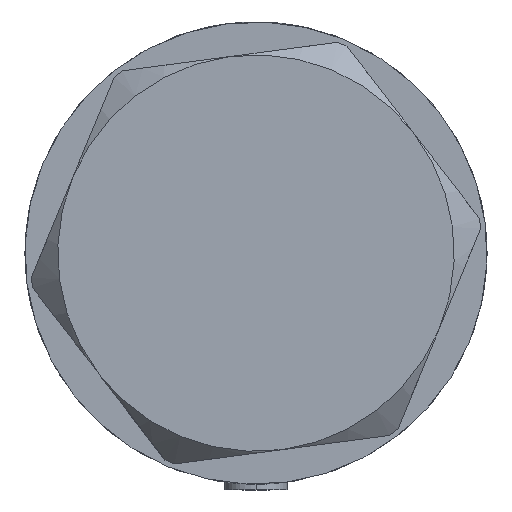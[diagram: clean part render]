
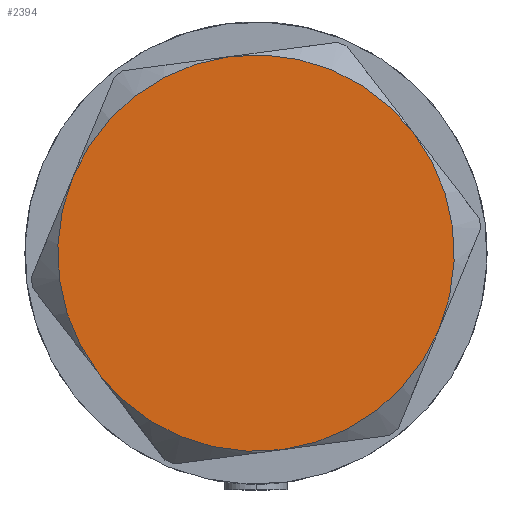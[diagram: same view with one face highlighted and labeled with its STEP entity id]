
A CAD part, left-side view. The second image highlights one B-rep face of the part: STEP entity #2394.
In plain terms, the highlighted face is planar.
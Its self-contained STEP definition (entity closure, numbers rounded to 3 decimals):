
#58 = DIRECTION ( 'NONE',  ( 1., 0., 0. ) ) ;
#160 = EDGE_CURVE ( 'NONE', #4085, #2689, #3892, .T. ) ;
#177 = CARTESIAN_POINT ( 'NONE',  ( 37.75, 0., 13. ) ) ;
#229 = PLANE ( 'NONE',  #4432 ) ;
#249 = DIRECTION ( 'NONE',  ( 0., 0., 1. ) ) ;
#429 = DIRECTION ( 'NONE',  ( 1., 0., 0. ) ) ;
#507 = CARTESIAN_POINT ( 'NONE',  ( -18.875, 32.692, 13. ) ) ;
#617 = EDGE_CURVE ( 'NONE', #3262, #4085, #1360, .T. ) ;
#654 = VERTEX_POINT ( 'NONE', #4209 ) ;
#679 = CARTESIAN_POINT ( 'NONE',  ( 0., 0., 13. ) ) ;
#789 = CARTESIAN_POINT ( 'NONE',  ( 18.875, -32.692, 13. ) ) ;
#927 = EDGE_CURVE ( 'NONE', #3573, #654, #4738, .T. ) ;
#933 = DIRECTION ( 'NONE',  ( 0., 0., 1. ) ) ;
#963 = DIRECTION ( 'NONE',  ( 0., 0., 1. ) ) ;
#1211 = CIRCLE ( 'NONE', #4041, 37.75 ) ;
#1329 = ORIENTED_EDGE ( 'NONE', *, *, #2304, .T. ) ;
#1360 = CIRCLE ( 'NONE', #3974, 37.75 ) ;
#1427 = CIRCLE ( 'NONE', #3702, 37.75 ) ;
#1461 = CARTESIAN_POINT ( 'NONE',  ( -37.75, 0., 13. ) ) ;
#1482 = CIRCLE ( 'NONE', #2121, 37.75 ) ;
#1604 = AXIS2_PLACEMENT_3D ( 'NONE', #3566, #933, #4380 ) ;
#1751 = DIRECTION ( 'NONE',  ( 1., 0., 0. ) ) ;
#2117 = FACE_OUTER_BOUND ( 'NONE', #3403, .T. ) ;
#2121 = AXIS2_PLACEMENT_3D ( 'NONE', #3900, #4237, #429 ) ;
#2195 = DIRECTION ( 'NONE',  ( 0., 0., 1. ) ) ;
#2304 = EDGE_CURVE ( 'NONE', #4810, #3262, #1211, .T. ) ;
#2394 = ADVANCED_FACE ( 'NONE', ( #2117 ), #229, .T. ) ;
#2407 = DIRECTION ( 'NONE',  ( 1., 0., 0. ) ) ;
#2579 = ORIENTED_EDGE ( 'NONE', *, *, #160, .T. ) ;
#2689 = VERTEX_POINT ( 'NONE', #507 ) ;
#2751 = EDGE_CURVE ( 'NONE', #2689, #3573, #1482, .T. ) ;
#3043 = CARTESIAN_POINT ( 'NONE',  ( 0., 0., 13. ) ) ;
#3089 = AXIS2_PLACEMENT_3D ( 'NONE', #3043, #3426, #58 ) ;
#3113 = DIRECTION ( 'NONE',  ( 0., 0., 1. ) ) ;
#3205 = ORIENTED_EDGE ( 'NONE', *, *, #2751, .T. ) ;
#3262 = VERTEX_POINT ( 'NONE', #177 ) ;
#3370 = DIRECTION ( 'NONE',  ( 1., 0., 0. ) ) ;
#3403 = EDGE_LOOP ( 'NONE', ( #1329, #4437, #2579, #3205, #3882, #3938 ) ) ;
#3426 = DIRECTION ( 'NONE',  ( 0., 0., 1. ) ) ;
#3566 = CARTESIAN_POINT ( 'NONE',  ( 0., 0., 13. ) ) ;
#3573 = VERTEX_POINT ( 'NONE', #1461 ) ;
#3654 = CARTESIAN_POINT ( 'NONE',  ( 18.875, 32.692, 13. ) ) ;
#3702 = AXIS2_PLACEMENT_3D ( 'NONE', #4336, #963, #2407 ) ;
#3784 = CARTESIAN_POINT ( 'NONE',  ( 0., 0., 13. ) ) ;
#3882 = ORIENTED_EDGE ( 'NONE', *, *, #927, .T. ) ;
#3892 = CIRCLE ( 'NONE', #3089, 37.75 ) ;
#3900 = CARTESIAN_POINT ( 'NONE',  ( 0., 0., 13. ) ) ;
#3938 = ORIENTED_EDGE ( 'NONE', *, *, #4545, .T. ) ;
#3974 = AXIS2_PLACEMENT_3D ( 'NONE', #3784, #3113, #3370 ) ;
#4041 = AXIS2_PLACEMENT_3D ( 'NONE', #679, #2195, #1751 ) ;
#4085 = VERTEX_POINT ( 'NONE', #3654 ) ;
#4209 = CARTESIAN_POINT ( 'NONE',  ( -18.875, -32.692, 13. ) ) ;
#4237 = DIRECTION ( 'NONE',  ( 0., 0., 1. ) ) ;
#4336 = CARTESIAN_POINT ( 'NONE',  ( 0., 0., 13. ) ) ;
#4380 = DIRECTION ( 'NONE',  ( 1., 0., 0. ) ) ;
#4432 = AXIS2_PLACEMENT_3D ( 'NONE', #4719, #249, #4624 ) ;
#4437 = ORIENTED_EDGE ( 'NONE', *, *, #617, .T. ) ;
#4545 = EDGE_CURVE ( 'NONE', #654, #4810, #1427, .T. ) ;
#4624 = DIRECTION ( 'NONE',  ( 1., 0., 0. ) ) ;
#4719 = CARTESIAN_POINT ( 'NONE',  ( 0., 0., 13. ) ) ;
#4738 = CIRCLE ( 'NONE', #1604, 37.75 ) ;
#4810 = VERTEX_POINT ( 'NONE', #789 ) ;
